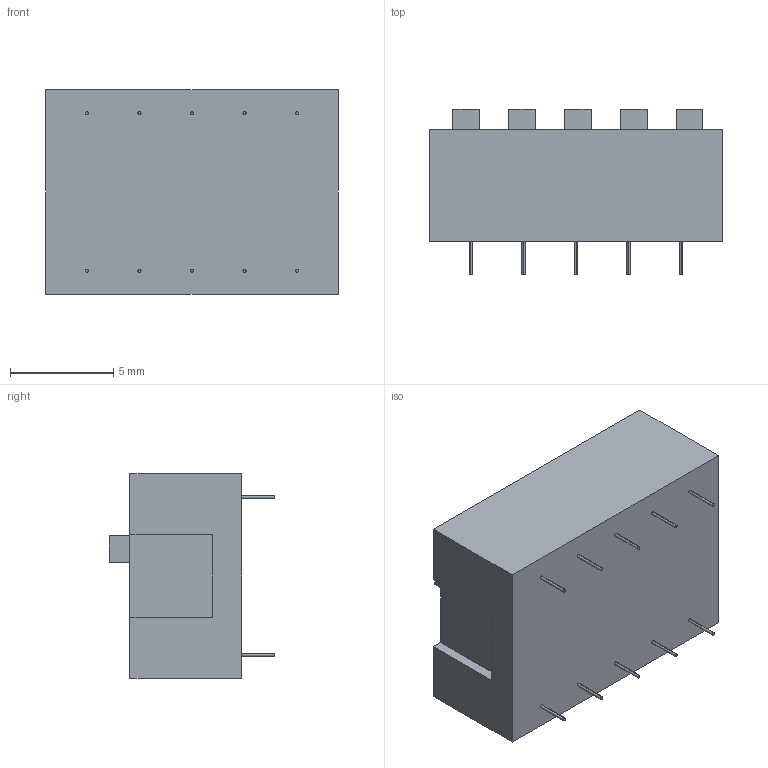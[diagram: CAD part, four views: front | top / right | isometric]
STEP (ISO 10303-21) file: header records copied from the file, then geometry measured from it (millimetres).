
FILE_DESCRIPTION (( 'STEP AP214' ), '1' );
FILE_NAME ('DialSWITCH5P254.STEP', '2021-10-22T06:26:38', ( 'PC' ), ( 'Microsoft' ), 'SwSTEP 2.0', 'SolidWorks 2021', '' );
FILE_SCHEMA (( 'AUTOMOTIVE_DESIGN' ));
Length unit declared in the file: millimetre
Products named in the file (1): DialSWITCH5P254
Bounding box: 14.12 x 8 x 9.9 mm (x, y, z)
Volume: 734 mm3; surface area: 657.5 mm2
Topology: 1 solids, 1 shells, 90 faces, 204 edges, 136 vertices
Faces by surface type: plane 70, cylinder 20
Entity records: 3532 total; most frequent: CARTESIAN_POINT 431, DIRECTION 426, ORIENTED_EDGE 408, EDGE_CURVE 204, LINE 164, VECTOR 164, VERTEX_POINT 136, AXIS2_PLACEMENT_3D 131
